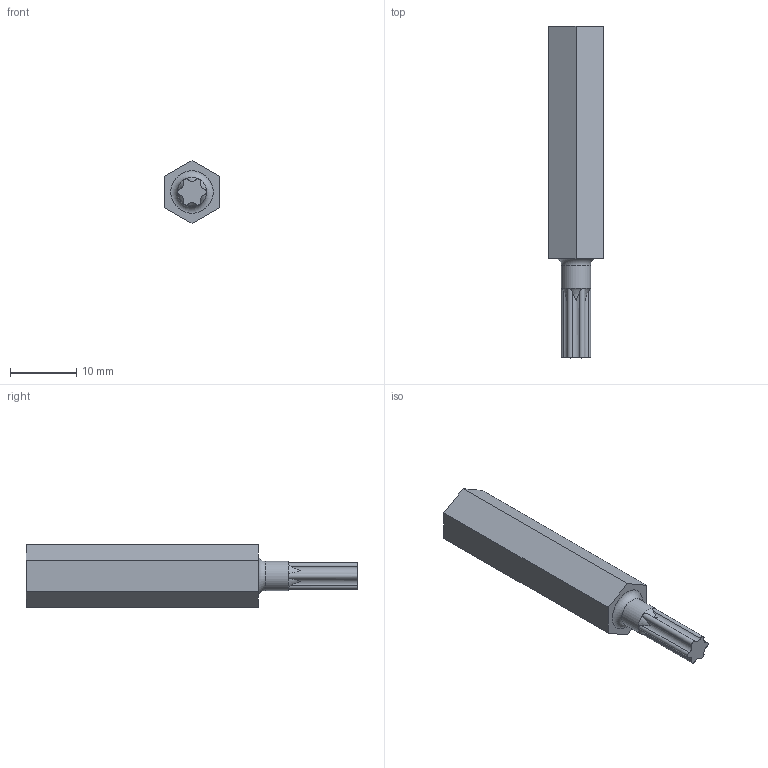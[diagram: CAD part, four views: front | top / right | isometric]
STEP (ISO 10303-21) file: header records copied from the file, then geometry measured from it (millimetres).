
FILE_DESCRIPTION(/* description */ (''),/* implementation_level */ '2;1');
FILE_NAME(/* name */ '11553_KriTec_Torx_Steckschluessel_TX_25x50_fuer_Systemverbinder_5.stp',/* time_stamp */ '2014-08-07T11:16:23+02:00',/* author */ ('kostic'),/* organization */ (''),/* preprocessor_version */ 'ST-DEVELOPER v15.2',/* originating_system */ 'Autodesk Inventor 2014',/* authorisation */ '');
FILE_SCHEMA (('AUTOMOTIVE_DESIGN { 1 0 10303 214 3 1 1 }'));
Length unit declared in the file: millimetre
Products named in the file (1): 11553_KriTec_Torx_Steckschluessel_TX_25x50_fuer_Systemverbinder_5
Bounding box: 8.2 x 50 x 9.47 mm (x, y, z)
Volume: 2227.9 mm3; surface area: 1316.8 mm2
Topology: 1 solids, 1 shells, 29 faces, 76 edges, 50 vertices
Faces by surface type: cylinder 13, plane 9, torus 7
Full cylindrical faces by diameter (mm): 4.4 x1
Entity records: 1081 total; most frequent: CARTESIAN_POINT 370, ORIENTED_EDGE 148, DIRECTION 130, EDGE_CURVE 74, VERTEX_POINT 50, AXIS2_PLACEMENT_3D 50, EDGE_LOOP 32, LINE 30
